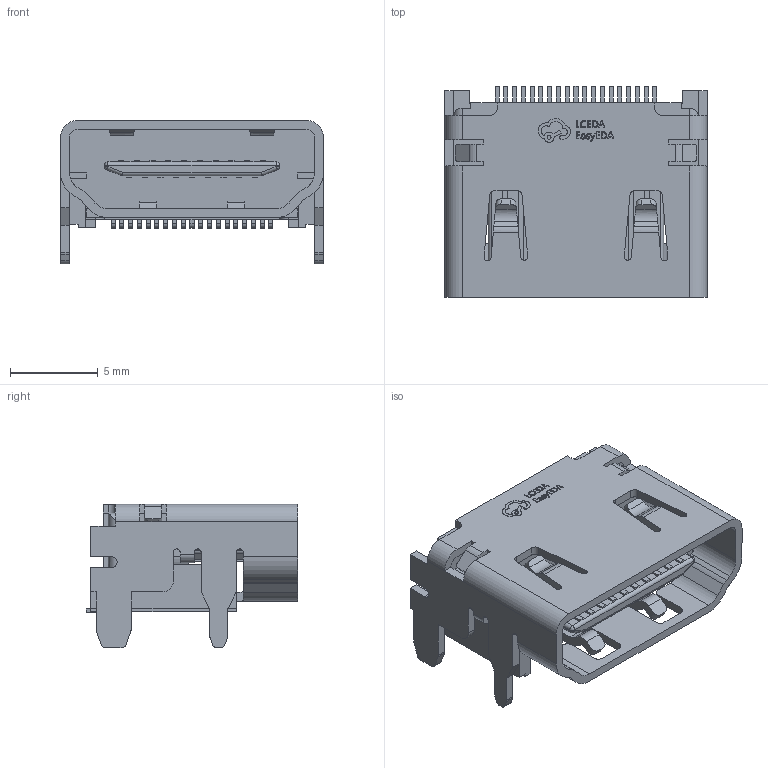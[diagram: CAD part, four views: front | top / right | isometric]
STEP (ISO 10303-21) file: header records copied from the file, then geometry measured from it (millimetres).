
FILE_DESCRIPTION (( 'STEP AP214' ), '1' );
FILE_NAME ('HDMI-SMD_HDMI-9PIN-043.step', '2022-06-24T04:00:15', ( '' ), ( '' ), 'SwSTEP 2.0', 'SolidWorks 2020', '' );
FILE_SCHEMA (( 'AUTOMOTIVE_DESIGN' ));
Length unit declared in the file: millimetre
Products named in the file (1): HDMI-SMD_HDMI-9PIN-043
Bounding box: 15 x 12.05 x 8.21 mm (x, y, z)
Volume: 511.5 mm3; surface area: 1405.5 mm2
Topology: 2 solids, 2 shells, 917 faces, 2548 edges, 1672 vertices
Faces by surface type: plane 615, cylinder 184, bspline 112, sphere 6
Entity records: 40375 total; most frequent: CARTESIAN_POINT 7316, ORIENTED_EDGE 5088, DIRECTION 4244, EDGE_CURVE 2544, LINE 1948, VECTOR 1948, VERTEX_POINT 1672, AXIS2_PLACEMENT_3D 1148
